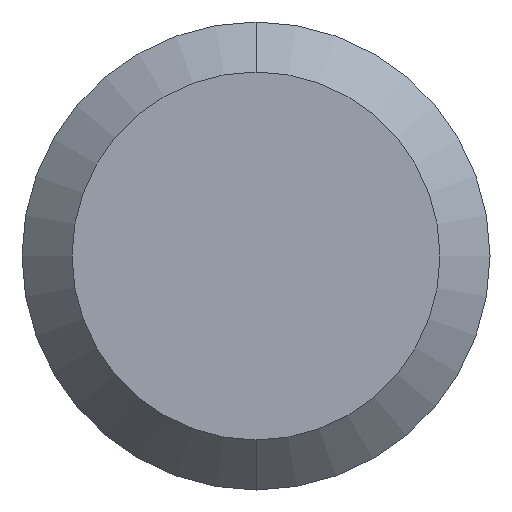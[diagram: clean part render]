
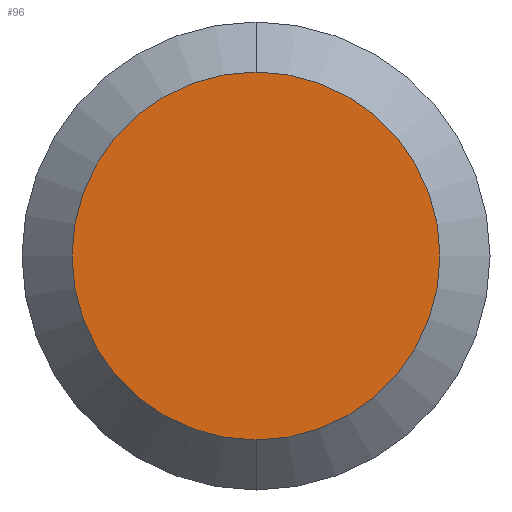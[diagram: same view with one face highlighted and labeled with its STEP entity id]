
A CAD part, front view. The second image highlights one B-rep face of the part: STEP entity #96.
In plain terms, the highlighted planar face has unit normal (0, -1, 0).
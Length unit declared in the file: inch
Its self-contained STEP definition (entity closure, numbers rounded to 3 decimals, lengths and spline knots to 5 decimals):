
#13 = CARTESIAN_POINT ( 'NONE',  ( 0., 0., -0.0736 ) ) ;
#54 = EDGE_CURVE ( 'NONE', #243, #160, #197, .T. ) ;
#58 = DIRECTION ( 'NONE',  ( 0., 0., 1. ) ) ;
#81 = CARTESIAN_POINT ( 'NONE',  ( 0., 0., 0.0736 ) ) ;
#85 = DIRECTION ( 'NONE',  ( 0., 0., 1. ) ) ;
#87 = CARTESIAN_POINT ( 'NONE',  ( 0., 0., 0. ) ) ;
#96 = ADVANCED_FACE ( 'NONE', ( #257 ), #130, .F. ) ;
#114 = AXIS2_PLACEMENT_3D ( 'NONE', #226, #269, #58 ) ;
#129 = DIRECTION ( 'NONE',  ( 0., -1., 0. ) ) ;
#130 = PLANE ( 'NONE',  #139 ) ;
#139 = AXIS2_PLACEMENT_3D ( 'NONE', #270, #154, #151 ) ;
#151 = DIRECTION ( 'NONE',  ( 0., 0., 1. ) ) ;
#154 = DIRECTION ( 'NONE',  ( 0., 1., 0. ) ) ;
#160 = VERTEX_POINT ( 'NONE', #13 ) ;
#175 = ORIENTED_EDGE ( 'NONE', *, *, #235, .T. ) ;
#179 = AXIS2_PLACEMENT_3D ( 'NONE', #87, #129, #85 ) ;
#182 = CIRCLE ( 'NONE', #114, 0.0736 ) ;
#186 = ORIENTED_EDGE ( 'NONE', *, *, #54, .T. ) ;
#197 = CIRCLE ( 'NONE', #179, 0.0736 ) ;
#226 = CARTESIAN_POINT ( 'NONE',  ( 0., 0., 0. ) ) ;
#235 = EDGE_CURVE ( 'NONE', #160, #243, #182, .T. ) ;
#243 = VERTEX_POINT ( 'NONE', #81 ) ;
#257 = FACE_OUTER_BOUND ( 'NONE', #278, .T. ) ;
#269 = DIRECTION ( 'NONE',  ( 0., -1., 0. ) ) ;
#270 = CARTESIAN_POINT ( 'NONE',  ( 0., 0., 0. ) ) ;
#278 = EDGE_LOOP ( 'NONE', ( #186, #175 ) ) ;
